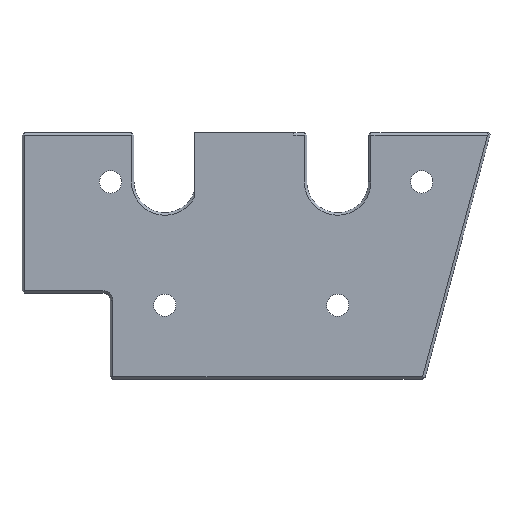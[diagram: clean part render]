
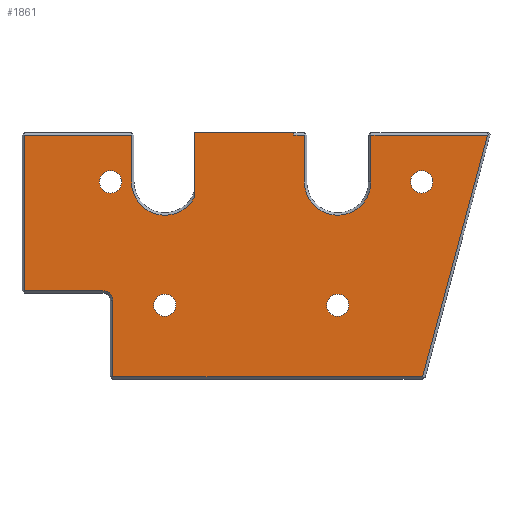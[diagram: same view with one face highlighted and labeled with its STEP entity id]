
A CAD part, top view. The second image highlights one B-rep face of the part: STEP entity #1861.
In plain terms, the highlighted planar face has unit normal (0, 0, 1).
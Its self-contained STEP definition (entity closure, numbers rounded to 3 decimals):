
#187=DIRECTION('',(0.,-1.,0.));
#188=VECTOR('',#187,26.352);
#189=CARTESIAN_POINT('',(151.912,-298.,293.7));
#190=LINE('',#189,#188);
#194=DIRECTION('',(-1.,0.,0.));
#195=VECTOR('',#194,40.367);
#196=CARTESIAN_POINT('',(192.279,-298.,293.7));
#197=LINE('',#196,#195);
#201=DIRECTION('',(0.,1.,0.));
#202=VECTOR('',#201,1.);
#203=CARTESIAN_POINT('',(192.279,-299.,293.7));
#204=LINE('',#203,#202);
#208=CARTESIAN_POINT('',(210.,-318.,293.7));
#209=DIRECTION('',(0.,0.,-1.));
#210=DIRECTION('',(1.,0.,0.));
#211=AXIS2_PLACEMENT_3D('',#208,#209,#210);
#216=DIRECTION('',(0.259,0.966,0.));
#217=VECTOR('',#216,101.457);
#218=CARTESIAN_POINT('',(244.402,-397.,293.7));
#219=LINE('',#218,#217);
#223=CARTESIAN_POINT('',(114.901,-365.995,293.7));
#224=DIRECTION('',(0.,0.,-1.));
#225=DIRECTION('',(0.,1.,0.));
#226=AXIS2_PLACEMENT_3D('',#223,#224,#225);
#231=CARTESIAN_POINT('',(140.,-318.,293.7));
#232=DIRECTION('',(0.,0.,-1.));
#233=DIRECTION('',(0.882,-0.471,0.));
#234=AXIS2_PLACEMENT_3D('',#231,#232,#233);
#239=CARTESIAN_POINT('',(244.,-318.,293.7));
#240=DIRECTION('',(0.,0.,-1.));
#241=DIRECTION('',(1.,0.,0.));
#242=AXIS2_PLACEMENT_3D('',#239,#240,#241);
#247=CARTESIAN_POINT('',(244.,-318.,293.7));
#248=DIRECTION('',(0.,0.,-1.));
#249=DIRECTION('',(-1.,0.,0.));
#250=AXIS2_PLACEMENT_3D('',#247,#248,#249);
#255=CARTESIAN_POINT('',(210.,-368.,293.7));
#256=DIRECTION('',(0.,0.,-1.));
#257=DIRECTION('',(1.,0.,0.));
#258=AXIS2_PLACEMENT_3D('',#255,#256,#257);
#263=CARTESIAN_POINT('',(210.,-368.,293.7));
#264=DIRECTION('',(0.,0.,-1.));
#265=DIRECTION('',(-1.,0.,0.));
#266=AXIS2_PLACEMENT_3D('',#263,#264,#265);
#271=CARTESIAN_POINT('',(140.,-368.,293.7));
#272=DIRECTION('',(0.,0.,-1.));
#273=DIRECTION('',(1.,0.,0.));
#274=AXIS2_PLACEMENT_3D('',#271,#272,#273);
#279=CARTESIAN_POINT('',(140.,-368.,293.7));
#280=DIRECTION('',(0.,0.,-1.));
#281=DIRECTION('',(-1.,0.,0.));
#282=AXIS2_PLACEMENT_3D('',#279,#280,#281);
#287=CARTESIAN_POINT('',(118.,-318.,293.7));
#288=DIRECTION('',(0.,0.,-1.));
#289=DIRECTION('',(1.,0.,0.));
#290=AXIS2_PLACEMENT_3D('',#287,#288,#289);
#295=CARTESIAN_POINT('',(118.,-318.,293.7));
#296=DIRECTION('',(0.,0.,-1.));
#297=DIRECTION('',(-1.,0.,0.));
#298=AXIS2_PLACEMENT_3D('',#295,#296,#297);
#440=DIRECTION('',(-1.,0.,0.));
#441=VECTOR('',#440,125.501);
#442=CARTESIAN_POINT('',(244.402,-397.,293.7));
#443=LINE('',#442,#441);
#510=DIRECTION('',(1.,0.,0.));
#511=VECTOR('',#510,47.161);
#512=CARTESIAN_POINT('',(223.5,-299.,293.7));
#513=LINE('',#512,#511);
#721=DIRECTION('',(0.,1.,0.));
#722=VECTOR('',#721,19.);
#723=CARTESIAN_POINT('',(223.5,-318.,293.7));
#724=LINE('',#723,#722);
#757=DIRECTION('',(0.,-1.,0.));
#758=VECTOR('',#757,19.);
#759=CARTESIAN_POINT('',(196.5,-299.,293.7));
#760=LINE('',#759,#758);
#785=DIRECTION('',(1.,0.,0.));
#786=VECTOR('',#785,4.221);
#787=CARTESIAN_POINT('',(192.279,-299.,293.7));
#788=LINE('',#787,#786);
#1094=DIRECTION('',(0.,1.,0.));
#1095=VECTOR('',#1094,62.995);
#1096=CARTESIAN_POINT('',(83.147,-361.995,293.7));
#1097=LINE('',#1096,#1095);
#1143=DIRECTION('',(-1.,0.,0.));
#1144=VECTOR('',#1143,31.754);
#1145=CARTESIAN_POINT('',(114.901,-361.995,293.7));
#1146=LINE('',#1145,#1144);
#1179=DIRECTION('',(0.,1.,0.));
#1180=VECTOR('',#1179,31.005);
#1181=CARTESIAN_POINT('',(118.901,-397.,293.7));
#1182=LINE('',#1181,#1180);
#1228=DIRECTION('',(1.,0.,0.));
#1229=VECTOR('',#1228,43.353);
#1230=CARTESIAN_POINT('',(83.147,-299.,293.7));
#1231=LINE('',#1230,#1229);
#1333=DIRECTION('',(0.,-1.,0.));
#1334=VECTOR('',#1333,19.);
#1335=CARTESIAN_POINT('',(126.5,-299.,293.7));
#1336=LINE('',#1335,#1334);
#1537=CARTESIAN_POINT('',(83.147,-361.995,293.7));
#1538=VERTEX_POINT('',#1537);
#1539=CARTESIAN_POINT('',(83.147,-299.,293.7));
#1540=VERTEX_POINT('',#1539);
#1545=CARTESIAN_POINT('',(151.912,-324.352,293.7));
#1546=CARTESIAN_POINT('',(126.5,-318.,293.7));
#1547=VERTEX_POINT('',#1545);
#1548=VERTEX_POINT('',#1546);
#1556=CARTESIAN_POINT('',(126.5,-299.,293.7));
#1557=VERTEX_POINT('',#1556);
#1584=CARTESIAN_POINT('',(114.901,-361.995,293.7));
#1585=VERTEX_POINT('',#1584);
#1588=CARTESIAN_POINT('',(118.901,-365.995,293.7));
#1589=VERTEX_POINT('',#1588);
#1592=CARTESIAN_POINT('',(118.901,-397.,293.7));
#1593=VERTEX_POINT('',#1592);
#1602=CARTESIAN_POINT('',(192.279,-299.,293.7));
#1603=CARTESIAN_POINT('',(192.279,-298.,293.7));
#1604=VERTEX_POINT('',#1602);
#1605=VERTEX_POINT('',#1603);
#1636=CARTESIAN_POINT('',(151.912,-298.,293.7));
#1637=VERTEX_POINT('',#1636);
#1638=CARTESIAN_POINT('',(244.402,-397.,293.7));
#1639=VERTEX_POINT('',#1638);
#1640=CARTESIAN_POINT('',(270.661,-299.,293.7));
#1641=VERTEX_POINT('',#1640);
#1642=CARTESIAN_POINT('',(223.5,-299.,293.7));
#1643=VERTEX_POINT('',#1642);
#1644=CARTESIAN_POINT('',(223.5,-318.,293.7));
#1645=VERTEX_POINT('',#1644);
#1646=CARTESIAN_POINT('',(196.5,-318.,293.7));
#1647=VERTEX_POINT('',#1646);
#1648=CARTESIAN_POINT('',(196.5,-299.,293.7));
#1649=VERTEX_POINT('',#1648);
#1691=CARTESIAN_POINT('',(239.5,-318.,293.7));
#1693=VERTEX_POINT('',#1691);
#1695=CARTESIAN_POINT('',(248.5,-318.,293.7));
#1697=VERTEX_POINT('',#1695);
#1703=CARTESIAN_POINT('',(205.5,-368.,293.7));
#1705=VERTEX_POINT('',#1703);
#1707=CARTESIAN_POINT('',(214.5,-368.,293.7));
#1709=VERTEX_POINT('',#1707);
#1715=CARTESIAN_POINT('',(135.5,-368.,293.7));
#1717=VERTEX_POINT('',#1715);
#1719=CARTESIAN_POINT('',(144.5,-368.,293.7));
#1721=VERTEX_POINT('',#1719);
#1726=CARTESIAN_POINT('',(113.5,-318.,293.7));
#1727=VERTEX_POINT('',#1726);
#1728=CARTESIAN_POINT('',(122.5,-318.,293.7));
#1729=VERTEX_POINT('',#1728);
#1797=CARTESIAN_POINT('',(-25.,323.,293.7));
#1798=DIRECTION('',(0.,0.,-1.));
#1799=DIRECTION('',(0.,1.,0.));
#1800=AXIS2_PLACEMENT_3D('',#1797,#1798,#1799);
#1801=PLANE('',#1800);
#1803=ORIENTED_EDGE('',*,*,#1802,.F.);
#1805=ORIENTED_EDGE('',*,*,#1804,.F.);
#1807=ORIENTED_EDGE('',*,*,#1806,.F.);
#1809=ORIENTED_EDGE('',*,*,#1808,.T.);
#1811=ORIENTED_EDGE('',*,*,#1810,.T.);
#1813=ORIENTED_EDGE('',*,*,#1812,.F.);
#1815=ORIENTED_EDGE('',*,*,#1814,.T.);
#1817=ORIENTED_EDGE('',*,*,#1816,.T.);
#1819=ORIENTED_EDGE('',*,*,#1818,.F.);
#1821=ORIENTED_EDGE('',*,*,#1820,.T.);
#1823=ORIENTED_EDGE('',*,*,#1822,.T.);
#1825=ORIENTED_EDGE('',*,*,#1824,.F.);
#1827=ORIENTED_EDGE('',*,*,#1826,.T.);
#1829=ORIENTED_EDGE('',*,*,#1828,.T.);
#1831=ORIENTED_EDGE('',*,*,#1830,.T.);
#1833=ORIENTED_EDGE('',*,*,#1832,.T.);
#1834=ORIENTED_EDGE('',*,*,#1780,.F.);
#1835=EDGE_LOOP('',(#1803,#1805,#1807,#1809,#1811,#1813,#1815,#1817,#1819,#1821,
#1823,#1825,#1827,#1829,#1831,#1833,#1834));
#1836=FACE_OUTER_BOUND('',#1835,.F.);
#1838=ORIENTED_EDGE('',*,*,#1837,.F.);
#1840=ORIENTED_EDGE('',*,*,#1839,.F.);
#1841=EDGE_LOOP('',(#1838,#1840));
#1842=FACE_BOUND('',#1841,.F.);
#1844=ORIENTED_EDGE('',*,*,#1843,.F.);
#1846=ORIENTED_EDGE('',*,*,#1845,.F.);
#1847=EDGE_LOOP('',(#1844,#1846));
#1848=FACE_BOUND('',#1847,.F.);
#1850=ORIENTED_EDGE('',*,*,#1849,.F.);
#1852=ORIENTED_EDGE('',*,*,#1851,.F.);
#1853=EDGE_LOOP('',(#1850,#1852));
#1854=FACE_BOUND('',#1853,.F.);
#1856=ORIENTED_EDGE('',*,*,#1855,.F.);
#1858=ORIENTED_EDGE('',*,*,#1857,.F.);
#1859=EDGE_LOOP('',(#1856,#1858));
#1860=FACE_BOUND('',#1859,.F.);
#212=CIRCLE('',#211,13.5);
#227=CIRCLE('',#226,4.);
#235=CIRCLE('',#234,13.5);
#243=CIRCLE('',#242,4.5);
#251=CIRCLE('',#250,4.5);
#259=CIRCLE('',#258,4.5);
#267=CIRCLE('',#266,4.5);
#275=CIRCLE('',#274,4.5);
#283=CIRCLE('',#282,4.5);
#291=CIRCLE('',#290,4.5);
#299=CIRCLE('',#298,4.5);
#1780=EDGE_CURVE('',#1547,#1548,#235,.T.);
#1802=EDGE_CURVE('',#1637,#1547,#190,.T.);
#1804=EDGE_CURVE('',#1605,#1637,#197,.T.);
#1806=EDGE_CURVE('',#1604,#1605,#204,.T.);
#1808=EDGE_CURVE('',#1604,#1649,#788,.T.);
#1810=EDGE_CURVE('',#1649,#1647,#760,.T.);
#1812=EDGE_CURVE('',#1645,#1647,#212,.T.);
#1814=EDGE_CURVE('',#1645,#1643,#724,.T.);
#1816=EDGE_CURVE('',#1643,#1641,#513,.T.);
#1818=EDGE_CURVE('',#1639,#1641,#219,.T.);
#1820=EDGE_CURVE('',#1639,#1593,#443,.T.);
#1822=EDGE_CURVE('',#1593,#1589,#1182,.T.);
#1824=EDGE_CURVE('',#1585,#1589,#227,.T.);
#1826=EDGE_CURVE('',#1585,#1538,#1146,.T.);
#1828=EDGE_CURVE('',#1538,#1540,#1097,.T.);
#1830=EDGE_CURVE('',#1540,#1557,#1231,.T.);
#1832=EDGE_CURVE('',#1557,#1548,#1336,.T.);
#1837=EDGE_CURVE('',#1697,#1693,#243,.T.);
#1839=EDGE_CURVE('',#1693,#1697,#251,.T.);
#1843=EDGE_CURVE('',#1709,#1705,#259,.T.);
#1845=EDGE_CURVE('',#1705,#1709,#267,.T.);
#1849=EDGE_CURVE('',#1721,#1717,#275,.T.);
#1851=EDGE_CURVE('',#1717,#1721,#283,.T.);
#1855=EDGE_CURVE('',#1729,#1727,#291,.T.);
#1857=EDGE_CURVE('',#1727,#1729,#299,.T.);
#1861=ADVANCED_FACE('',(#1836,#1842,#1848,#1854,#1860),#1801,.F.);
